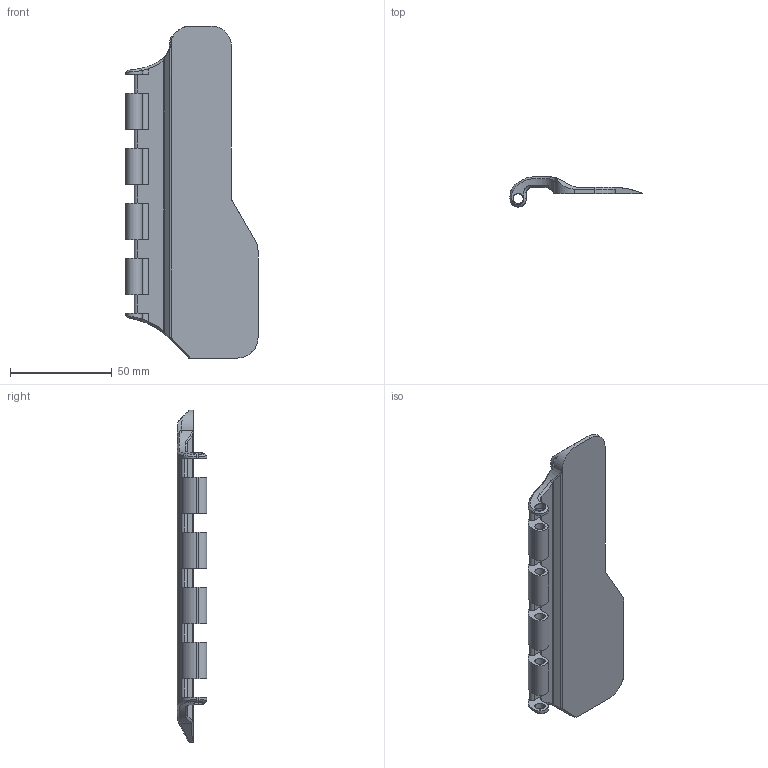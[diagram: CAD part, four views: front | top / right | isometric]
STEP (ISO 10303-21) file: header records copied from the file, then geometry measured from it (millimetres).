
FILE_DESCRIPTION (( 'STEP AP214' ), '1' );
FILE_NAME ('A01.002-RK3-S__[ID003]__BatGov.STEP', '2024-09-12T09:45:33', ( '' ), ( '' ), 'SwSTEP 2.0', 'SolidWorks 2021', '' );
FILE_SCHEMA (( 'AUTOMOTIVE_DESIGN' ));
Length unit declared in the file: millimetre
Products named in the file (1): A01.002-RK3-S__[ID003]__BatGov
Bounding box: 64.76 x 14.59 x 162.83 mm (x, y, z)
Surface area: 27639.4 mm2 (no closed solid volume)
Topology: 0 solids, 2 shells, 268 faces, 712 edges, 446 vertices
Faces by surface type: plane 101, cylinder 76, bspline 48, cone 43
Entity records: 11956 total; most frequent: CARTESIAN_POINT 5701, ORIENTED_EDGE 1402, DIRECTION 1125, EDGE_CURVE 711, VERTEX_POINT 446, AXIS2_PLACEMENT_3D 388, VECTOR 349, LINE 349
